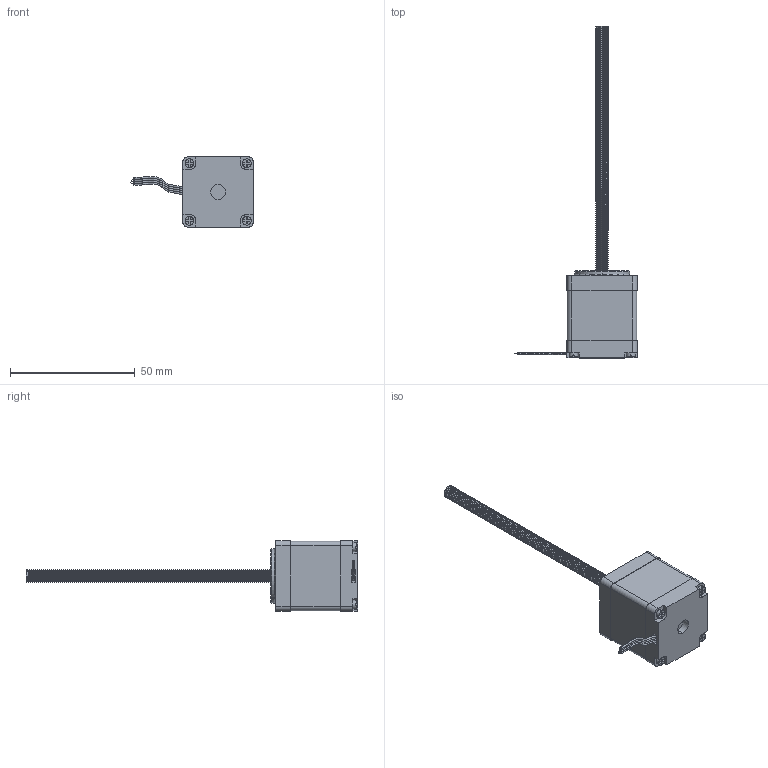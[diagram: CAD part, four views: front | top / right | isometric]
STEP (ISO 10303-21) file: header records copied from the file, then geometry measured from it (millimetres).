
FILE_DESCRIPTION (( 'STEP AP214' ), '1' );
FILE_NAME ('28HZ3306T5C1-100.STEP', '2024-01-15T01:29:36', ( '' ), ( '' ), 'SwSTEP 2.0', 'SolidWorks 2021', '' );
FILE_SCHEMA (( 'AUTOMOTIVE_DESIGN' ));
Length unit declared in the file: millimetre
Products named in the file (1): 28HZ3306T5C1-100
Bounding box: 49.1 x 133 x 28.2 mm (x, y, z)
Volume: 27002.5 mm3; surface area: 9156.2 mm2
Topology: 2 solids, 2 shells, 420 faces, 1196 edges, 787 vertices
Faces by surface type: cylinder 299, plane 104, bspline 11, cone 6
Entity records: 30209 total; most frequent: CARTESIAN_POINT 20215, ORIENTED_EDGE 2392, DIRECTION 1628, EDGE_CURVE 1196, VERTEX_POINT 787, AXIS2_PLACEMENT_3D 562, LINE 504, VECTOR 504
